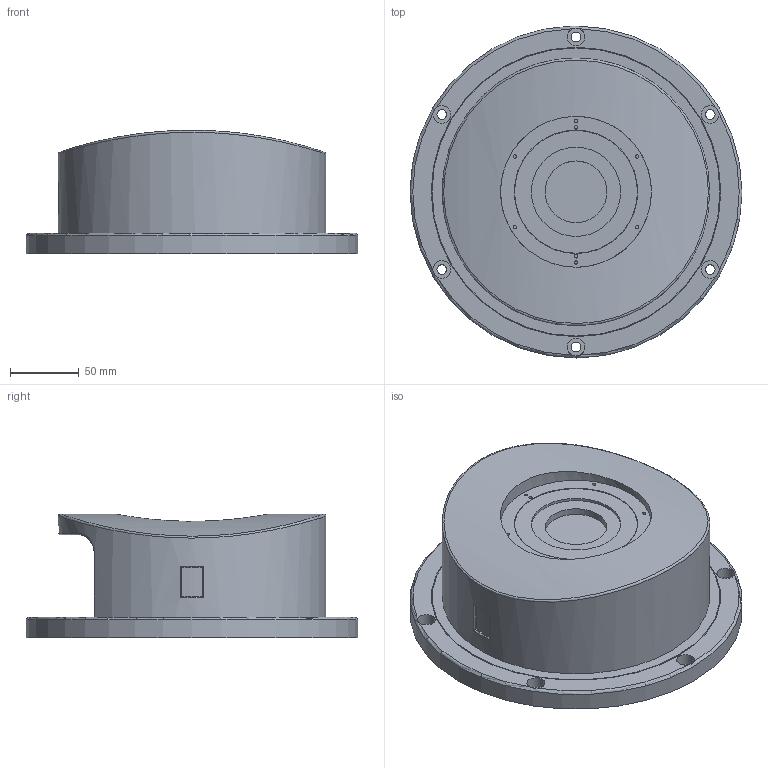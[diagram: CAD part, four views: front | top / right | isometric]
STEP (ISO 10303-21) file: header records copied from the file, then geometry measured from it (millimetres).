
FILE_DESCRIPTION( ( 'Unknown' ), '1' );
FILE_NAME( 'Controlbox.stp', 'Unknown', ( 'Christian Gfeller' ), ( 'Unknown' ), 'XStep 1.0', 'Unknown', ' ' );
FILE_SCHEMA( ( 'automotive_design' ) );
Length unit declared in the file: millimetre
Products named in the file (1): K115
Bounding box: 242 x 242 x 90 mm (x, y, z)
Volume: 2486590.9 mm3; surface area: 185074.5 mm2
Topology: 1 solids, 20 shells, 168 faces, 367 edges, 246 vertices
Faces by surface type: cylinder 75, plane 67, cone 19, torus 4, bspline 3
Full cylindrical faces by diameter (mm): 2.459 x6, 2.5 x2, 5 x12, 6 x1, 7 x6, 13 x6, 45 x1, 53 x1, 60 x1, 65 x1, 70 x1, 75 x1, 89.5 x1, 90 x1, 110 x1, 195 x1, 210 x1, 211 x1, 242 x1
Entity records: 8168 total; most frequent: CARTESIAN_POINT 3568, DIRECTION 725, ORIENTED_EDGE 518, AXIS2_PLACEMENT_3D 325, EDGE_CURVE 259, EDGE_LOOP 251, FACE_OUTER_BOUND 216, VERTEX_POINT 214
